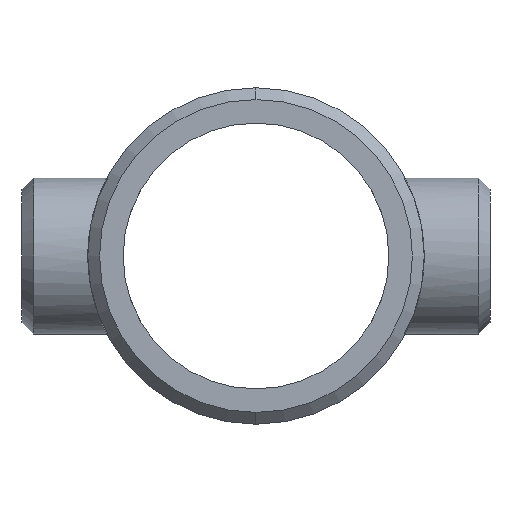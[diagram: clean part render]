
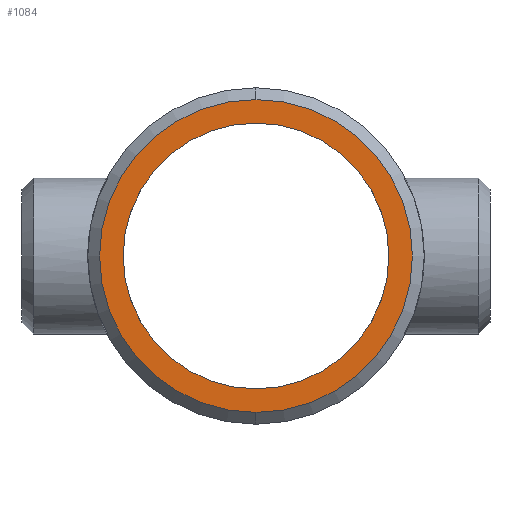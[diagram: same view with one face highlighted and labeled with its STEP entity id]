
A CAD part, left-side view. The second image highlights one B-rep face of the part: STEP entity #1084.
In plain terms, the highlighted planar face has unit normal (-1, 0, 0).
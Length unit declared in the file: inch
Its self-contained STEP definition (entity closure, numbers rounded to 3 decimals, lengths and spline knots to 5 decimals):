
#48 = ORIENTED_EDGE ( 'NONE', *, *, #257, .T. ) ;
#103 = CIRCLE ( 'NONE', #416, 3.4065 ) ;
#124 = CARTESIAN_POINT ( 'NONE',  ( -7., 0., 0. ) ) ;
#130 = DIRECTION ( 'NONE',  ( 0., 0., 1. ) ) ;
#133 = VERTEX_POINT ( 'NONE', #787 ) ;
#191 = CARTESIAN_POINT ( 'NONE',  ( -7., 0., 0. ) ) ;
#257 = EDGE_CURVE ( 'NONE', #133, #633, #825, .T. ) ;
#262 = FACE_BOUND ( 'NONE', #477, .T. ) ;
#320 = CARTESIAN_POINT ( 'NONE',  ( -7., 0., -4.0105 ) ) ;
#352 = CARTESIAN_POINT ( 'NONE',  ( -7., 0., 0. ) ) ;
#373 = CIRCLE ( 'NONE', #657, 3.4065 ) ;
#416 = AXIS2_PLACEMENT_3D ( 'NONE', #191, #1165, #624 ) ;
#464 = EDGE_LOOP ( 'NONE', ( #1030, #48 ) ) ;
#477 = EDGE_LOOP ( 'NONE', ( #1217, #640 ) ) ;
#493 = DIRECTION ( 'NONE',  ( 0., 0., 1. ) ) ;
#522 = CARTESIAN_POINT ( 'NONE',  ( -7., 0., 0. ) ) ;
#550 = FACE_OUTER_BOUND ( 'NONE', #464, .T. ) ;
#554 = VERTEX_POINT ( 'NONE', #713 ) ;
#586 = DIRECTION ( 'NONE',  ( 0., 0., 1. ) ) ;
#588 = AXIS2_PLACEMENT_3D ( 'NONE', #522, #860, #493 ) ;
#624 = DIRECTION ( 'NONE',  ( 0., 0., 1. ) ) ;
#631 = AXIS2_PLACEMENT_3D ( 'NONE', #124, #1026, #130 ) ;
#633 = VERTEX_POINT ( 'NONE', #320 ) ;
#639 = DIRECTION ( 'NONE',  ( 0., 0., -1. ) ) ;
#640 = ORIENTED_EDGE ( 'NONE', *, *, #1009, .T. ) ;
#657 = AXIS2_PLACEMENT_3D ( 'NONE', #686, #981, #586 ) ;
#686 = CARTESIAN_POINT ( 'NONE',  ( -7., 0., 0. ) ) ;
#713 = CARTESIAN_POINT ( 'NONE',  ( -7., 0., -3.4065 ) ) ;
#746 = EDGE_CURVE ( 'NONE', #633, #133, #1177, .T. ) ;
#787 = CARTESIAN_POINT ( 'NONE',  ( -7., 0., 4.0105 ) ) ;
#825 = CIRCLE ( 'NONE', #588, 4.0105 ) ;
#860 = DIRECTION ( 'NONE',  ( -1., 0., 0. ) ) ;
#981 = DIRECTION ( 'NONE',  ( 1., 0., 0. ) ) ;
#1009 = EDGE_CURVE ( 'NONE', #554, #1015, #373, .T. ) ;
#1015 = VERTEX_POINT ( 'NONE', #1069 ) ;
#1026 = DIRECTION ( 'NONE',  ( -1., 0., 0. ) ) ;
#1028 = EDGE_CURVE ( 'NONE', #1015, #554, #103, .T. ) ;
#1030 = ORIENTED_EDGE ( 'NONE', *, *, #746, .T. ) ;
#1063 = AXIS2_PLACEMENT_3D ( 'NONE', #352, #1201, #639 ) ;
#1069 = CARTESIAN_POINT ( 'NONE',  ( -7., 0., 3.4065 ) ) ;
#1084 = ADVANCED_FACE ( 'NONE', ( #550, #262 ), #1106, .T. ) ;
#1106 = PLANE ( 'NONE',  #1063 ) ;
#1165 = DIRECTION ( 'NONE',  ( 1., 0., 0. ) ) ;
#1177 = CIRCLE ( 'NONE', #631, 4.0105 ) ;
#1201 = DIRECTION ( 'NONE',  ( -1., 0., 0. ) ) ;
#1217 = ORIENTED_EDGE ( 'NONE', *, *, #1028, .T. ) ;
